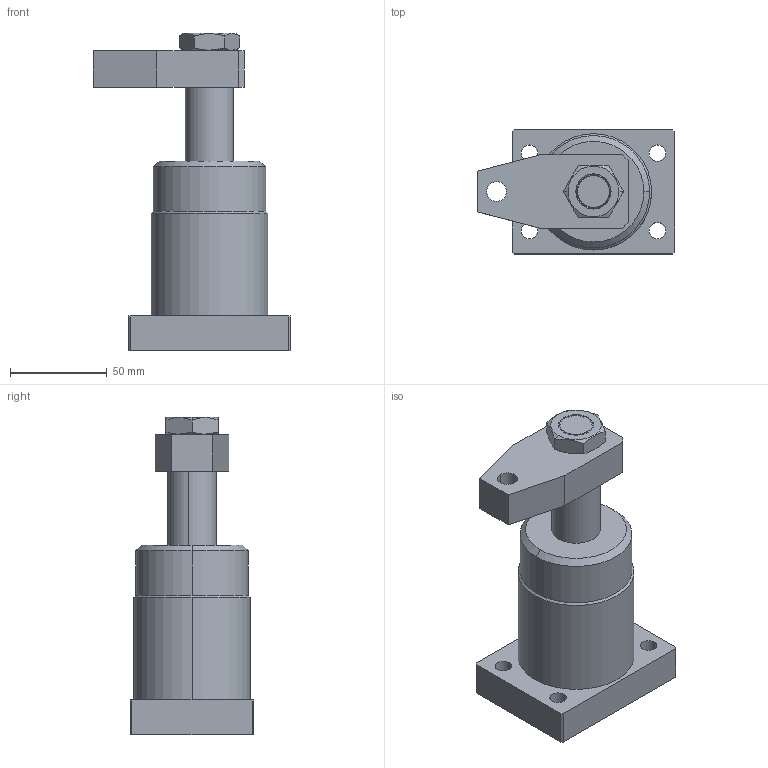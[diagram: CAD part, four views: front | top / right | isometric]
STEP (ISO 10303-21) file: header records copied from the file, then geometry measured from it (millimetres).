
FILE_DESCRIPTION (( 'STEP AP203' ), '1' );
FILE_NAME ('HNFS-40B-F.STEP', '2019-10-12T08:01:50', ( '微软用户' ), ( '微软中国' ), 'SwSTEP 2.0', 'SolidWorks 2012', '' );
FILE_SCHEMA (( 'CONFIG_CONTROL_DESIGN' ));
Length unit declared in the file: millimetre
Products named in the file (5): 40等旋; hex thin nuts grades ab gb_GB_FASTENER_NUT_STNABTT  B M18X1.5-N; HNFS-40B-F; HNFS-40A-F掛极; 40B-S活塞杆
Assembly tree (4 placements, depth 2):
  HNFS-40B-F
    HNFS-40A-F掛极
    40B-S活塞杆
    40等旋
    hex thin nuts grades ab gb_GB_FASTENER_NUT_STNABTT  B M18X1.5-N
Bounding box: 102 x 64 x 164 mm (x, y, z)
Volume: 386250.6 mm3; surface area: 52905.2 mm2
Topology: 4 solids, 4 shells, 149 faces, 359 edges, 232 vertices
Faces by surface type: plane 77, cylinder 34, cone 20, bspline 16, torus 2
Entity records: 5728 total; most frequent: CARTESIAN_POINT 1751, ORIENTED_EDGE 718, DIRECTION 687, EDGE_CURVE 359, VERTEX_POINT 232, AXIS2_PLACEMENT_3D 232, VECTOR 223, LINE 223
